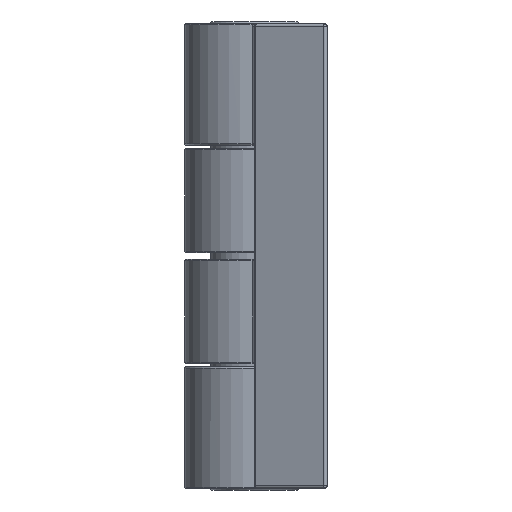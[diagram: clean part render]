
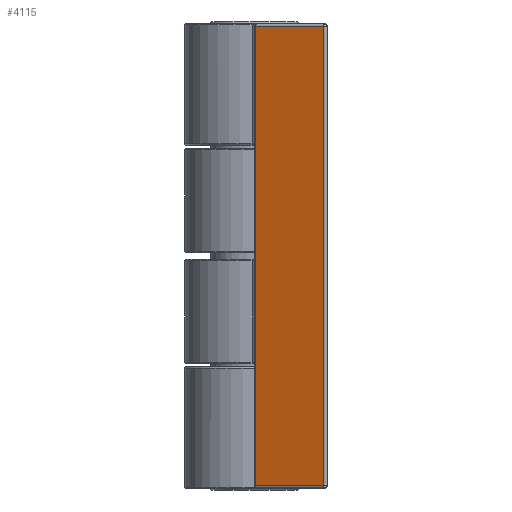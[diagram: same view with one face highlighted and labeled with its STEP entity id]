
A CAD part, left-side view. The second image highlights one B-rep face of the part: STEP entity #4115.
In plain terms, the highlighted planar face has unit normal (-0.926, 0.376, 0).
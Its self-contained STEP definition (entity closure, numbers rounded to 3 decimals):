
#148=PLANE('',#4468);
#344=FACE_OUTER_BOUND('',#603,.T.);
#603=EDGE_LOOP('',(#2985,#2986,#2987,#2988));
#919=LINE('',#6567,#1239);
#920=LINE('',#6581,#1240);
#921=LINE('',#6583,#1241);
#924=LINE('',#6588,#1244);
#1239=VECTOR('',#5126,10.);
#1240=VECTOR('',#5147,10.);
#1241=VECTOR('',#5150,10.);
#1244=VECTOR('',#5157,10.);
#1814=VERTEX_POINT('',#6547);
#1817=VERTEX_POINT('',#6562);
#1818=VERTEX_POINT('',#6571);
#1820=VERTEX_POINT('',#6577);
#2256=EDGE_CURVE('',#1817,#1814,#919,.T.);
#2263=EDGE_CURVE('',#1818,#1820,#920,.T.);
#2264=EDGE_CURVE('',#1820,#1817,#921,.T.);
#2267=EDGE_CURVE('',#1814,#1818,#924,.T.);
#2985=ORIENTED_EDGE('',*,*,#2263,.F.);
#2986=ORIENTED_EDGE('',*,*,#2267,.F.);
#2987=ORIENTED_EDGE('',*,*,#2256,.F.);
#2988=ORIENTED_EDGE('',*,*,#2264,.F.);
#4115=ADVANCED_FACE('',(#344),#148,.T.);
#4468=AXIS2_PLACEMENT_3D('',#6592,#5163,#5164);
#5126=DIRECTION('',(0.,0.,-1.));
#5147=DIRECTION('',(0.,0.,1.));
#5150=DIRECTION('',(-0.376,-0.926,0.));
#5157=DIRECTION('',(0.376,0.926,0.));
#5163=DIRECTION('center_axis',(-0.926,0.376,0.));
#5164=DIRECTION('ref_axis',(-0.376,-0.926,0.));
#6547=CARTESIAN_POINT('',(-24.888,-6.025,-19.9));
#6562=CARTESIAN_POINT('',(-24.888,-6.025,19.9));
#6567=CARTESIAN_POINT('',(-24.888,-6.025,0.));
#6571=CARTESIAN_POINT('',(-22.491,-0.125,-19.9));
#6577=CARTESIAN_POINT('',(-22.491,-0.125,19.9));
#6581=CARTESIAN_POINT('',(-22.491,-0.125,0.));
#6583=CARTESIAN_POINT('',(-22.509,-0.167,19.9));
#6588=CARTESIAN_POINT('',(-22.509,-0.167,-19.9));
#6592=CARTESIAN_POINT('Origin',(-22.441,0.,
0.));
